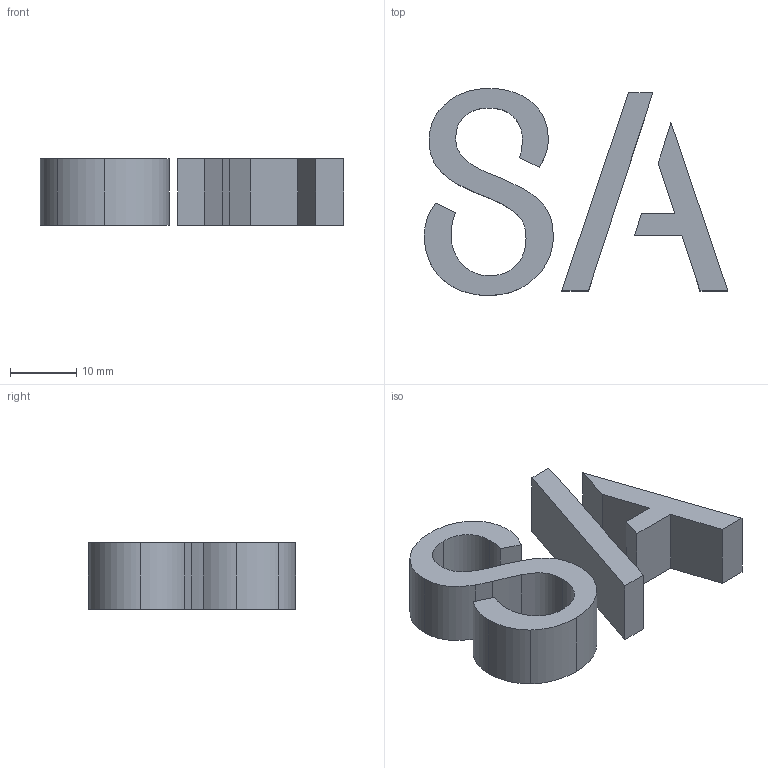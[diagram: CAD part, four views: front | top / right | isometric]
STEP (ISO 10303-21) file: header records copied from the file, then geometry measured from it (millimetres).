
FILE_DESCRIPTION(/* description */ (''),/* implementation_level */ '2;1');
FILE_NAME(/* name */ '',/* time_stamp */ '2025-01-16T12:18:30+03:00',/* author */ ('Phantom'),/* organization */ (''),/* preprocessor_version */ 'ST-DEVELOPER v20',/* originating_system */ 'Autodesk Inventor 2025',/* authorisation */ '');
FILE_SCHEMA (('AUTOMOTIVE_DESIGN { 1 0 10303 214 3 1 1 }'));
Length unit declared in the file: millimetre
Products named in the file (1): Деталь2
Bounding box: 45.97 x 31.36 x 10 mm (x, y, z)
Volume: 5009.3 mm3; surface area: 3996.1 mm2
Topology: 3 solids, 3 shells, 44 faces, 114 edges, 76 vertices
Faces by surface type: plane 25, bspline 19
Entity records: 1465 total; most frequent: CARTESIAN_POINT 474, ORIENTED_EDGE 228, DIRECTION 128, EDGE_CURVE 114, LINE 76, VECTOR 76, VERTEX_POINT 76, FACE_OUTER_BOUND 44
